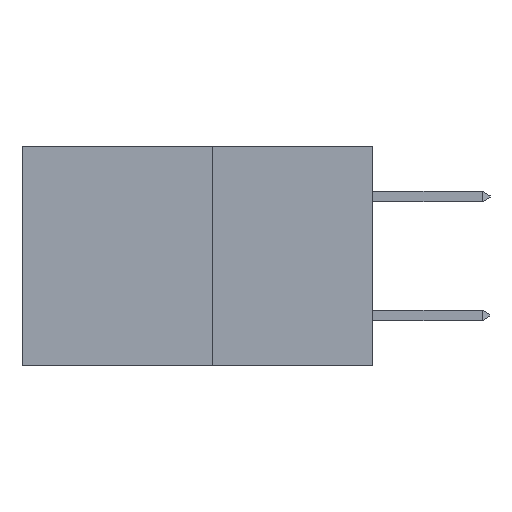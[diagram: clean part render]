
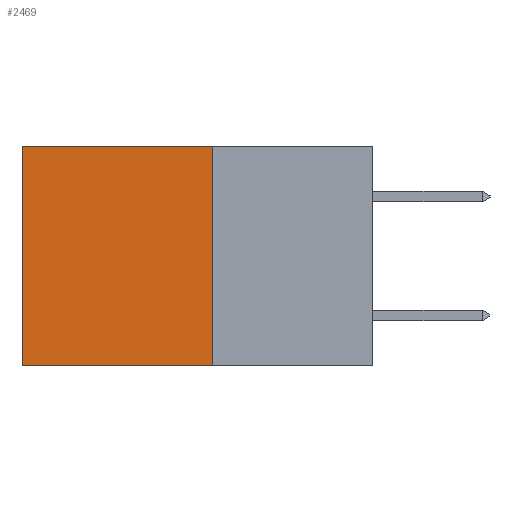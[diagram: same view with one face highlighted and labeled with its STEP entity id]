
A CAD part, left-side view. The second image highlights one B-rep face of the part: STEP entity #2469.
In plain terms, the highlighted planar face has unit normal (-1, 0, 0).
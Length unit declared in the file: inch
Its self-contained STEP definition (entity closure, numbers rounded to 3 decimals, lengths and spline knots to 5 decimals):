
#342 = LINE ( 'NONE', #10170, #4176 ) ;
#737 = VECTOR ( 'NONE', #5720, 39.37008 ) ;
#1790 = DIRECTION ( 'NONE',  ( 1., 0., 0. ) ) ;
#1867 = DIRECTION ( 'NONE',  ( 0., 0., -1. ) ) ;
#1926 = AXIS2_PLACEMENT_3D ( 'NONE', #4864, #1790, #1867 ) ;
#2138 = VERTEX_POINT ( 'NONE', #9007 ) ;
#2469 = ADVANCED_FACE ( 'NONE', ( #7321 ), #14659, .F. ) ;
#2980 = EDGE_LOOP ( 'NONE', ( #8944, #8734, #12952, #15692 ) ) ;
#3536 = CARTESIAN_POINT ( 'NONE',  ( 0.277, 0.27, 0. ) ) ;
#4176 = VECTOR ( 'NONE', #9878, 39.37008 ) ;
#4451 = EDGE_CURVE ( 'NONE', #10915, #10529, #342, .T. ) ;
#4864 = CARTESIAN_POINT ( 'NONE',  ( 0.277, 0.27, -0.37 ) ) ;
#4874 = EDGE_CURVE ( 'NONE', #10529, #16140, #12596, .T. ) ;
#5720 = DIRECTION ( 'NONE',  ( 0., 0., -1. ) ) ;
#7086 = CARTESIAN_POINT ( 'NONE',  ( 0.277, 0.59, -0.37 ) ) ;
#7321 = FACE_OUTER_BOUND ( 'NONE', #2980, .T. ) ;
#7852 = LINE ( 'NONE', #7086, #737 ) ;
#8472 = DIRECTION ( 'NONE',  ( 0., 1., 0. ) ) ;
#8734 = ORIENTED_EDGE ( 'NONE', *, *, #4874, .F. ) ;
#8821 = CARTESIAN_POINT ( 'NONE',  ( 0.277, 0.27, -0.37 ) ) ;
#8944 = ORIENTED_EDGE ( 'NONE', *, *, #9986, .T. ) ;
#9007 = CARTESIAN_POINT ( 'NONE',  ( 0.277, 0.59, 0. ) ) ;
#9287 = CARTESIAN_POINT ( 'NONE',  ( 0.277, 0.27, 0. ) ) ;
#9665 = VECTOR ( 'NONE', #17797, 39.37008 ) ;
#9878 = DIRECTION ( 'NONE',  ( 0., 0., -1. ) ) ;
#9986 = EDGE_CURVE ( 'NONE', #2138, #16140, #7852, .T. ) ;
#10170 = CARTESIAN_POINT ( 'NONE',  ( 0.277, 0.27, -0.37 ) ) ;
#10529 = VERTEX_POINT ( 'NONE', #12688 ) ;
#10915 = VERTEX_POINT ( 'NONE', #3536 ) ;
#11647 = EDGE_CURVE ( 'NONE', #10915, #2138, #17227, .T. ) ;
#12596 = LINE ( 'NONE', #8821, #15967 ) ;
#12688 = CARTESIAN_POINT ( 'NONE',  ( 0.277, 0.27, -0.37 ) ) ;
#12952 = ORIENTED_EDGE ( 'NONE', *, *, #4451, .F. ) ;
#13808 = CARTESIAN_POINT ( 'NONE',  ( 0.277, 0.59, -0.37 ) ) ;
#14659 = PLANE ( 'NONE',  #1926 ) ;
#15692 = ORIENTED_EDGE ( 'NONE', *, *, #11647, .T. ) ;
#15967 = VECTOR ( 'NONE', #8472, 39.37008 ) ;
#16140 = VERTEX_POINT ( 'NONE', #13808 ) ;
#17227 = LINE ( 'NONE', #9287, #9665 ) ;
#17797 = DIRECTION ( 'NONE',  ( 0., 1., 0. ) ) ;
